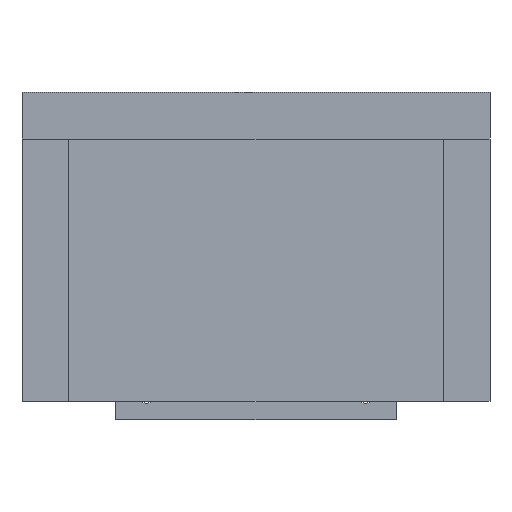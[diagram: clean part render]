
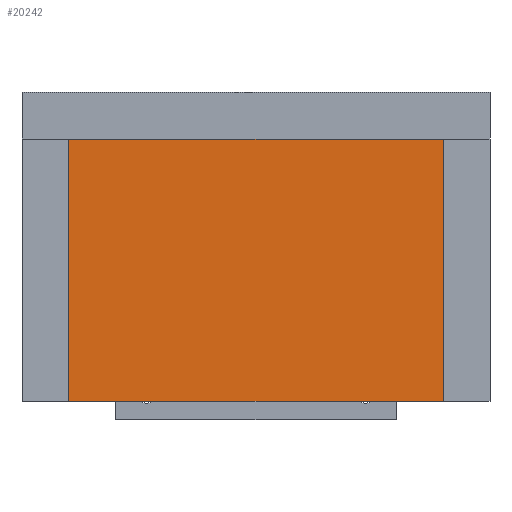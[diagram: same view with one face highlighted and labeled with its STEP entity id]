
A CAD part, front view. The second image highlights one B-rep face of the part: STEP entity #20242.
In plain terms, the highlighted planar face has unit normal (0, -1, 0).
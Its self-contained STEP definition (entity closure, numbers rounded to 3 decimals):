
#1131=PLANE('',#21962);
#2298=FACE_OUTER_BOUND('',#3417,.T.);
#3417=EDGE_LOOP('',(#18828,#18829,#18830,#18831));
#5639=LINE('',#33364,#7892);
#5640=LINE('',#33366,#7893);
#5641=LINE('',#33368,#7894);
#5642=LINE('',#33369,#7895);
#7892=VECTOR('',#27378,10.);
#7893=VECTOR('',#27379,10.);
#7894=VECTOR('',#27380,10.);
#7895=VECTOR('',#27381,10.);
#10402=VERTEX_POINT('',#33362);
#10403=VERTEX_POINT('',#33363);
#10404=VERTEX_POINT('',#33365);
#10405=VERTEX_POINT('',#33367);
#13258=EDGE_CURVE('',#10402,#10403,#5639,.T.);
#13259=EDGE_CURVE('',#10404,#10402,#5640,.T.);
#13260=EDGE_CURVE('',#10405,#10404,#5641,.T.);
#13261=EDGE_CURVE('',#10403,#10405,#5642,.T.);
#18828=ORIENTED_EDGE('',*,*,#13258,.F.);
#18829=ORIENTED_EDGE('',*,*,#13259,.F.);
#18830=ORIENTED_EDGE('',*,*,#13260,.F.);
#18831=ORIENTED_EDGE('',*,*,#13261,.F.);
#20242=ADVANCED_FACE('',(#2298),#1131,.T.);
#21962=AXIS2_PLACEMENT_3D('',#33361,#27376,#27377);
#27376=DIRECTION('center_axis',(0.,-1.,0.));
#27377=DIRECTION('ref_axis',(-1.,0.,0.));
#27378=DIRECTION('',(1.,0.,0.));
#27379=DIRECTION('',(0.,0.,1.));
#27380=DIRECTION('',(-1.,0.,0.));
#27381=DIRECTION('',(0.,0.,-1.));
#33361=CARTESIAN_POINT('Origin',(40.,-45.,50.));
#33362=CARTESIAN_POINT('',(-40.,-45.,50.));
#33363=CARTESIAN_POINT('',(40.,-45.,50.));
#33364=CARTESIAN_POINT('',(-40.,-45.,50.));
#33365=CARTESIAN_POINT('',(-40.,-45.,-6.));
#33366=CARTESIAN_POINT('',(-40.,-45.,30.));
#33367=CARTESIAN_POINT('',(40.,-45.,-6.));
#33368=CARTESIAN_POINT('',(-40.,-45.,-6.));
#33369=CARTESIAN_POINT('',(40.,-45.,30.));
